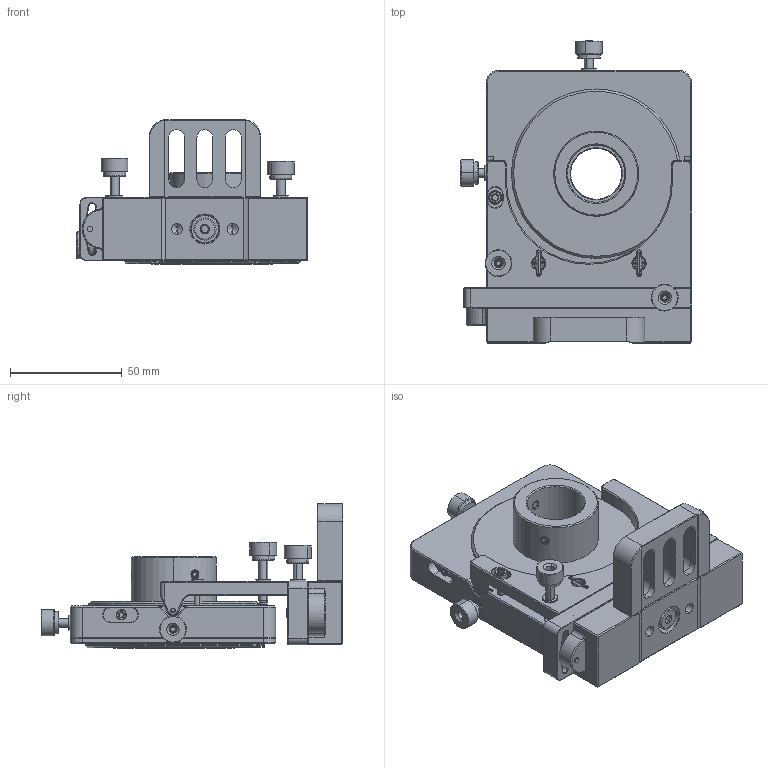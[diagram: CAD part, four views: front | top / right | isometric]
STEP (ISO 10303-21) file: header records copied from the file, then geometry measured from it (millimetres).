
FILE_DESCRIPTION (( 'STEP AP203' ), '1' );
FILE_NAME ('1.1.10.15_ZJP-Z4SM1.STEP', '2024-05-29T07:16:33', ( '' ), ( '' ), 'SwSTEP 2.0', 'SolidWorks 2021', '' );
FILE_SCHEMA (( 'CONFIG_CONTROL_DESIGN' ));
Length unit declared in the file: millimetre
Products named in the file (1): 1.1.10.15_ZJP-Z4SM1
Bounding box: 103.56 x 135.34 x 64.8 mm (x, y, z)
Volume: 254846.7 mm3; surface area: 67417.1 mm2
Topology: 21 solids, 37 shells, 1360 faces, 3195 edges, 1953 vertices
Faces by surface type: plane 515, cylinder 364, cone 357, bspline 60, torus 42, sphere 22
Entity records: 128347 total; most frequent: CARTESIAN_POINT 97062, DIRECTION 6729, ORIENTED_EDGE 6322, EDGE_CURVE 3161, AXIS2_PLACEMENT_3D 2618, VERTEX_POINT 1950, EDGE_LOOP 1523, VECTOR 1493
